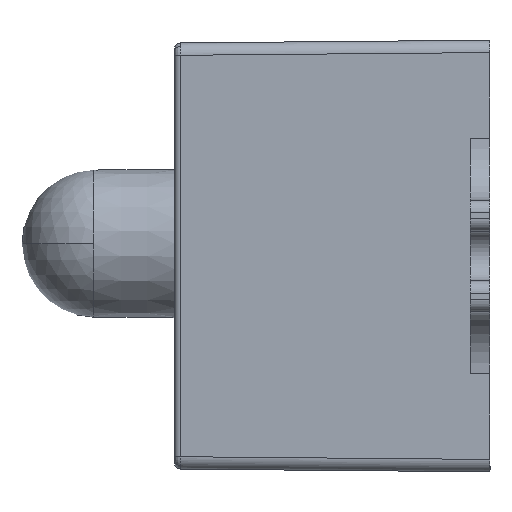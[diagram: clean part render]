
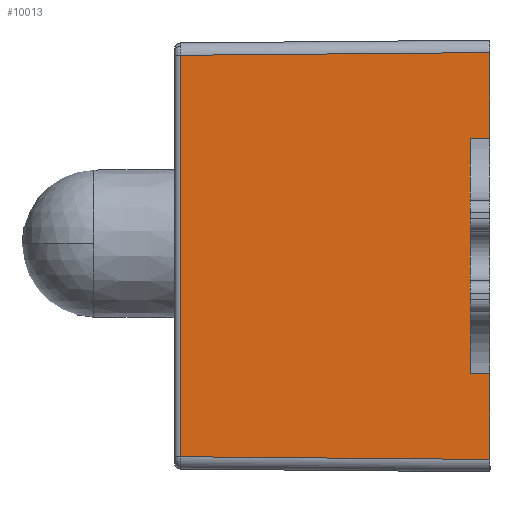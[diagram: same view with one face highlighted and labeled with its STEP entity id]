
A CAD part, left-side view. The second image highlights one B-rep face of the part: STEP entity #10013.
In plain terms, the highlighted planar face has unit normal (-1, 0.009, 0).
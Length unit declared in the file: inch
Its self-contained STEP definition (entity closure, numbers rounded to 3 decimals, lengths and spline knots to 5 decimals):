
#1051 = LINE ( 'NONE', #3772, #15977 ) ;
#1146 = DIRECTION ( 'NONE',  ( 0.009, 1., 0. ) ) ;
#1233 = VERTEX_POINT ( 'NONE', #9145 ) ;
#1606 = VERTEX_POINT ( 'NONE', #30496 ) ;
#1607 = LINE ( 'NONE', #13008, #22650 ) ;
#1874 = CARTESIAN_POINT ( 'NONE',  ( -1.50866, -0.29219, 2.45276 ) ) ;
#2090 = CARTESIAN_POINT ( 'NONE',  ( -1.50866, -0.29219, 2.76496 ) ) ;
#3772 = CARTESIAN_POINT ( 'NONE',  ( -1.50867, -0.29253, 2.7256 ) ) ;
#3931 = VERTEX_POINT ( 'NONE', #14044 ) ;
#4502 = CARTESIAN_POINT ( 'NONE',  ( -1.50866, -0.29219, 2.45276 ) ) ;
#4678 = CARTESIAN_POINT ( 'NONE',  ( -1.50811, -0.2292, 1.70473 ) ) ;
#5983 = DIRECTION ( 'NONE',  ( 0., 0., 1. ) ) ;
#6117 = ORIENTED_EDGE ( 'NONE', *, *, #18800, .T. ) ;
#6154 = EDGE_CURVE ( 'NONE', #21107, #1606, #6995, .T. ) ;
#6995 = LINE ( 'NONE', #2090, #16968 ) ;
#7090 = ORIENTED_EDGE ( 'NONE', *, *, #9077, .T. ) ;
#7871 = ORIENTED_EDGE ( 'NONE', *, *, #11421, .T. ) ;
#7894 = CARTESIAN_POINT ( 'NONE',  ( -1.50007, 0.69224, 1.44048 ) ) ;
#8242 = EDGE_LOOP ( 'NONE', ( #9448, #6117, #7871, #7090, #24416, #20345, #21363, #18441 ) ) ;
#9077 = EDGE_CURVE ( 'NONE', #12373, #3931, #26732, .T. ) ;
#9145 = CARTESIAN_POINT ( 'NONE',  ( -1.50811, -0.2292, 2.45276 ) ) ;
#9448 = ORIENTED_EDGE ( 'NONE', *, *, #26630, .T. ) ;
#9724 = VERTEX_POINT ( 'NONE', #21030 ) ;
#10013 = ADVANCED_FACE ( 'NONE', ( #18962 ), #30325, .T. ) ;
#11421 = EDGE_CURVE ( 'NONE', #21430, #12373, #31081, .T. ) ;
#12373 = VERTEX_POINT ( 'NONE', #26072 ) ;
#13008 = CARTESIAN_POINT ( 'NONE',  ( -1.50007, 0.69224, 1.44065 ) ) ;
#14044 = CARTESIAN_POINT ( 'NONE',  ( -1.50866, -0.29219, 1.70473 ) ) ;
#14423 = VECTOR ( 'NONE', #5983, 39.37008 ) ;
#15805 = EDGE_CURVE ( 'NONE', #3931, #20987, #32281, .T. ) ;
#15977 = VECTOR ( 'NONE', #25898, 39.37008 ) ;
#16358 = EDGE_CURVE ( 'NONE', #20987, #1233, #33134, .T. ) ;
#16968 = VECTOR ( 'NONE', #18421, 39.37008 ) ;
#17070 = VECTOR ( 'NONE', #19541, 39.37008 ) ;
#18394 = CARTESIAN_POINT ( 'NONE',  ( -1.50866, -0.29219, 1.70473 ) ) ;
#18421 = DIRECTION ( 'NONE',  ( 0., 0., 1. ) ) ;
#18441 = ORIENTED_EDGE ( 'NONE', *, *, #6154, .T. ) ;
#18800 = EDGE_CURVE ( 'NONE', #9724, #21430, #1607, .T. ) ;
#18962 = FACE_OUTER_BOUND ( 'NONE', #8242, .T. ) ;
#19351 = CARTESIAN_POINT ( 'NONE',  ( -1.50856, -0.28056, 1.43199 ) ) ;
#19541 = DIRECTION ( 'NONE',  ( -0.009, -1., -0.009 ) ) ;
#20345 = ORIENTED_EDGE ( 'NONE', *, *, #16358, .T. ) ;
#20987 = VERTEX_POINT ( 'NONE', #4678 ) ;
#21030 = CARTESIAN_POINT ( 'NONE',  ( -1.50007, 0.69224, 2.717 ) ) ;
#21107 = VERTEX_POINT ( 'NONE', #4502 ) ;
#21363 = ORIENTED_EDGE ( 'NONE', *, *, #24158, .T. ) ;
#21430 = VERTEX_POINT ( 'NONE', #7894 ) ;
#22324 = CARTESIAN_POINT ( 'NONE',  ( -1.50811, -0.2292, 2.76496 ) ) ;
#22650 = VECTOR ( 'NONE', #29148, 39.37008 ) ;
#23098 = VECTOR ( 'NONE', #1146, 39.37008 ) ;
#23842 = CARTESIAN_POINT ( 'NONE',  ( -1.50866, -0.29219, 2.76496 ) ) ;
#24158 = EDGE_CURVE ( 'NONE', #1233, #21107, #32652, .T. ) ;
#24416 = ORIENTED_EDGE ( 'NONE', *, *, #15805, .T. ) ;
#24562 = CARTESIAN_POINT ( 'NONE',  ( -1.50866, -0.29219, 2.76496 ) ) ;
#25898 = DIRECTION ( 'NONE',  ( 0.009, 1., -0.009 ) ) ;
#26072 = CARTESIAN_POINT ( 'NONE',  ( -1.50866, -0.29219, 1.43189 ) ) ;
#26283 = VECTOR ( 'NONE', #29602, 39.37008 ) ;
#26630 = EDGE_CURVE ( 'NONE', #1606, #9724, #1051, .T. ) ;
#26732 = LINE ( 'NONE', #23842, #33277 ) ;
#29148 = DIRECTION ( 'NONE',  ( 0., 0., -1. ) ) ;
#29602 = DIRECTION ( 'NONE',  ( -0.009, -1., 0. ) ) ;
#30325 = PLANE ( 'NONE',  #31482 ) ;
#30496 = CARTESIAN_POINT ( 'NONE',  ( -1.50866, -0.29219, 2.72559 ) ) ;
#31081 = LINE ( 'NONE', #19351, #17070 ) ;
#31482 = AXIS2_PLACEMENT_3D ( 'NONE', #24562, #33027, #35382 ) ;
#32122 = DIRECTION ( 'NONE',  ( 0., 0., 1. ) ) ;
#32281 = LINE ( 'NONE', #18394, #23098 ) ;
#32652 = LINE ( 'NONE', #1874, #26283 ) ;
#33027 = DIRECTION ( 'NONE',  ( -1., 0.009, 0. ) ) ;
#33134 = LINE ( 'NONE', #22324, #14423 ) ;
#33277 = VECTOR ( 'NONE', #32122, 39.37008 ) ;
#35382 = DIRECTION ( 'NONE',  ( 0., 0., 1. ) ) ;
